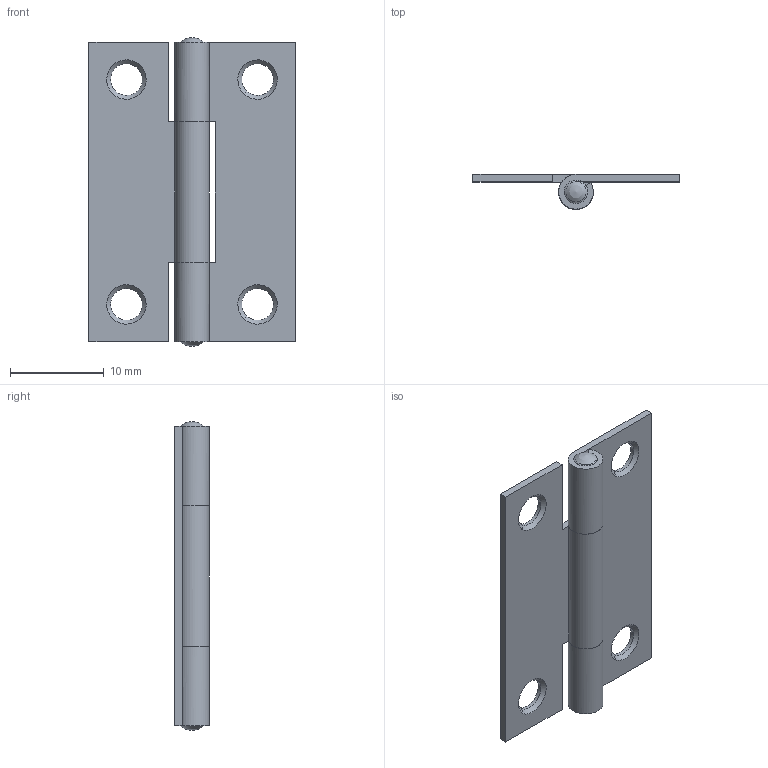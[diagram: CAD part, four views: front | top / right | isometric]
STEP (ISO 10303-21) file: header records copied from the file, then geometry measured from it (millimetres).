
FILE_DESCRIPTION((''),'2;1');
FILE_NAME('','2008-05-01T21:10:13',(''),(''),'','CADfix','');
FILE_SCHEMA(('AUTOMOTIVE_DESIGN { 1 0 10303 214 1 1 1 1 }'));
Length unit declared in the file: millimetre
Bounding box: 22 x 3.7 x 33 mm (x, y, z)
Volume: 776.1 mm3; surface area: 2094.8 mm2
Topology: 3 solids, 3 shells, 48 faces, 155 edges, 115 vertices
Faces by surface type: bspline 48
Entity records: 2214 total; most frequent: CARTESIAN_POINT 1309, ORIENTED_EDGE 310, EDGE_CURVE 155, VERTEX_POINT 115, QUASI_UNIFORM_CURVE 75, EDGE_LOOP 58, FACE_OUTER_BOUND 48, ADVANCED_FACE 48
